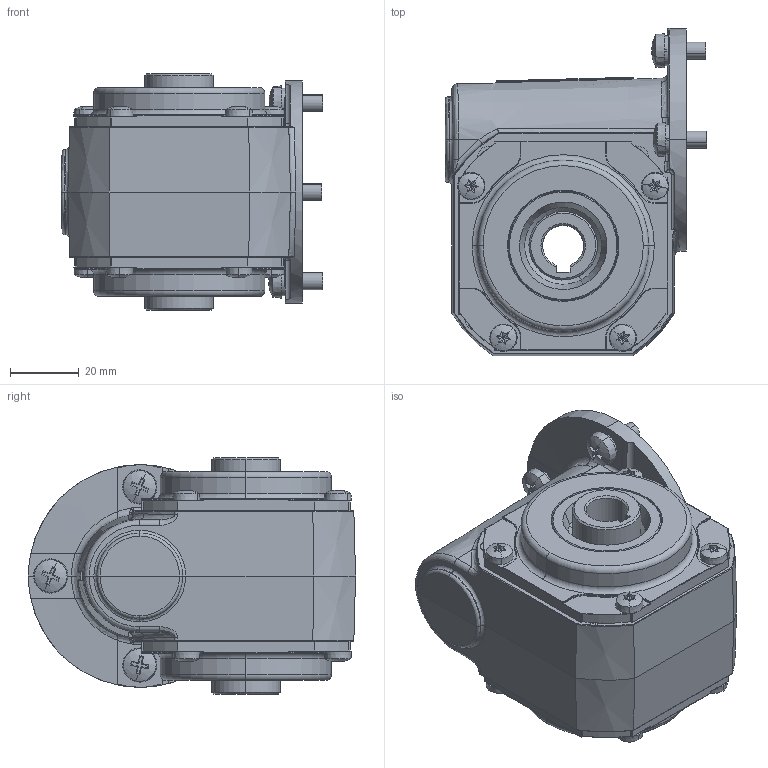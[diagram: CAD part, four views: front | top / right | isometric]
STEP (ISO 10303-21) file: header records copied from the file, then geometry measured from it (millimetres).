
FILE_DESCRIPTION (( 'STEP AP214' ), '1' );
FILE_NAME ('Getriebe_VE31-D-H-+-2253410_ .STEP', '2009-03-19T09:43:32', ( 'Groschopp' ), ( 'Groschopp AG' ), 'SwSTEP 2.0', 'SolidWorks 2007', '' );
FILE_SCHEMA (( 'AUTOMOTIVE_DESIGN' ));
Length unit declared in the file: millimetre
Products named in the file (8): N_7500CE-+-N_7500CE_ _C M 4 x 10; Gehäuse_lackiert-+-2264560_ _PDB_2264560; Lagerdeckel-+-2253011_ _PDB_2253011; N_3760_A 20 x 32 x 7; N_128_PDB_1000802; N_7985_5_8-+-N_7985_5.8_ _M 5 x 12; Schneckenrad_B-+-2193515_ _PDB_2193523; Getriebe_VE31-D-H-+-2253410_ 
Assembly tree (20 placements, depth 2):
  Getriebe_VE31-D-H-+-2253410_ 
    N_7985_5_8-+-N_7985_5.8_ _M 5 x 12  x3
    N_3760_A 20 x 32 x 7  x2
    N_7500CE-+-N_7500CE_ _C M 4 x 10  x8
    Lagerdeckel-+-2253011_ _PDB_2253011  x2
    N_128_PDB_1000802  x3
    Gehäuse_lackiert-+-2264560_ _PDB_2264560
    Schneckenrad_B-+-2193515_ _PDB_2193523
Bounding box: 76.48 x 95.5 x 69 mm (x, y, z)
Volume: 162108.7 mm3; surface area: 74517 mm2
Topology: 21 solids, 21 shells, 1390 faces, 3221 edges, 1815 vertices
Faces by surface type: cylinder 440, plane 413, cone 223, torus 170, bspline 90, sphere 54
Entity records: 28540 total; most frequent: CARTESIAN_POINT 7980, DIRECTION 3501, ORIENTED_EDGE 3342, EDGE_CURVE 1671, AXIS2_PLACEMENT_3D 1467, VERTEX_POINT 988, CIRCLE 807, EDGE_LOOP 781
